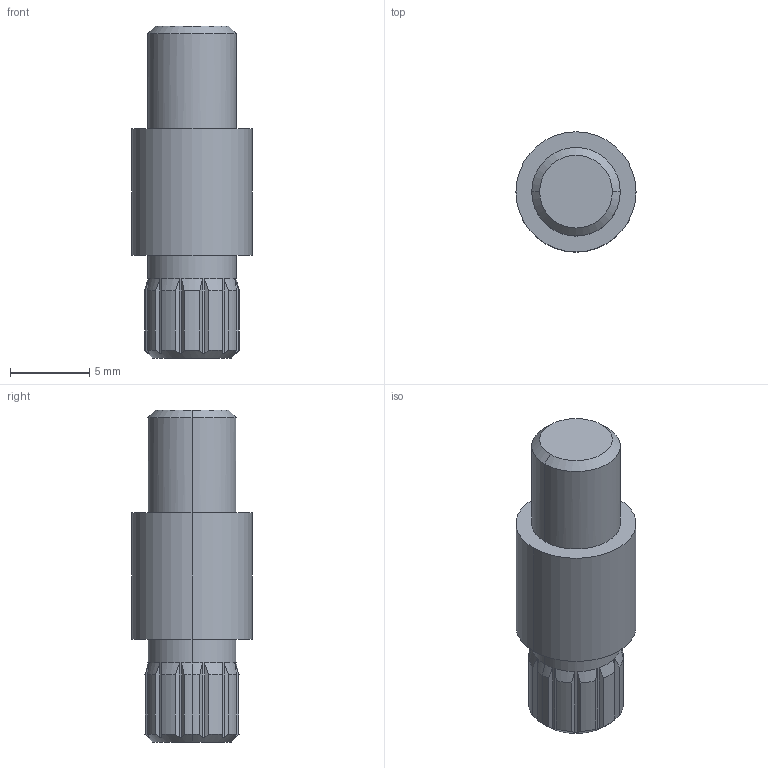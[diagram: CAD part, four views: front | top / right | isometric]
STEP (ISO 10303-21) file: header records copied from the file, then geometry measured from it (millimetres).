
FILE_DESCRIPTION (( 'STEP AP203' ), '1' );
FILE_NAME ('32-Stift.STEP', '2016-06-20T10:45:33', ( '' ), ( '' ), 'SwSTEP 2.0', 'SolidWorks 2015', '' );
FILE_SCHEMA (( 'CONFIG_CONTROL_DESIGN' ));
Length unit declared in the file: millimetre
Products named in the file (3): 32-Stift Teil1; 32-Stift Teil2; 32-Stift
Assembly tree (2 placements, depth 2):
  32-Stift
    32-Stift Teil1
    32-Stift Teil2
Bounding box: 7.6 x 7.6 x 21 mm (x, y, z)
Volume: 692 mm3; surface area: 800.6 mm2
Topology: 2 solids, 2 shells, 284 faces, 775 edges, 515 vertices
Faces by surface type: plane 157, bspline 91, cylinder 19, cone 17
Entity records: 13513 total; most frequent: CARTESIAN_POINT 6670, ORIENTED_EDGE 1550, DIRECTION 1008, EDGE_CURVE 775, VERTEX_POINT 515, VECTOR 478, LINE 478, EDGE_LOOP 306
